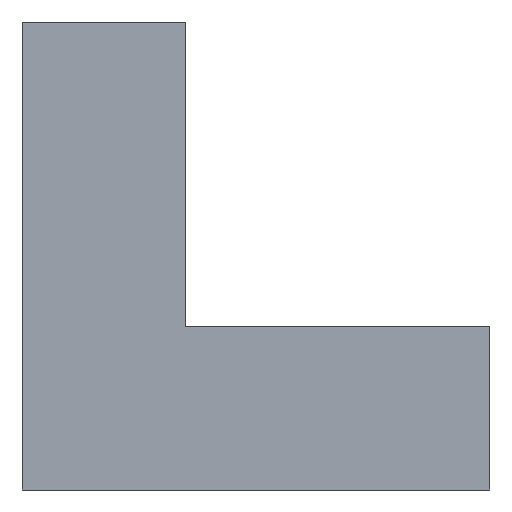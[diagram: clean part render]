
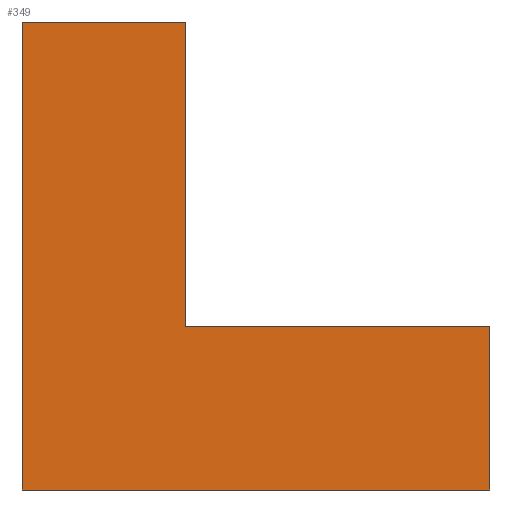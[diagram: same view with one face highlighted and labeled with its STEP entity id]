
A CAD part, front view. The second image highlights one B-rep face of the part: STEP entity #349.
In plain terms, the highlighted planar face has unit normal (0, -1, 0).
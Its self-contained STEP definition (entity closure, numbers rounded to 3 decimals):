
#349=ADVANCED_FACE('',(#849),#850,.T.);
#399=EDGE_CURVE('',#411,#511,#909,.T.);
#411=VERTEX_POINT('',#921);
#413=EDGE_CURVE('',#435,#411,#923,.T.);
#425=EDGE_CURVE('',#459,#435,#936,.T.);
#435=VERTEX_POINT('',#948);
#453=EDGE_CURVE('',#587,#459,#967,.T.);
#459=VERTEX_POINT('',#973);
#499=EDGE_CURVE('',#511,#623,#1014,.T.);
#511=VERTEX_POINT('',#1027);
#583=EDGE_CURVE('',#623,#587,#1104,.T.);
#587=VERTEX_POINT('',#1108);
#623=VERTEX_POINT('',#1147);
#849=FACE_OUTER_BOUND('',#1428,.T.);
#850=PLANE('',#1429);
#909=LINE('',#1504,#1505);
#921=CARTESIAN_POINT('',(63.0,-20.0,22.0));
#923=LINE('',#1524,#1525);
#936=LINE('',#1542,#1543);
#948=CARTESIAN_POINT('',(22.0,-20.0,22.0));
#967=LINE('',#1585,#1586);
#973=CARTESIAN_POINT('',(22.0,-20.0,63.0));
#1014=LINE('',#1652,#1653);
#1027=CARTESIAN_POINT('',(63.0,-20.0,0.));
#1104=LINE('',#1778,#1779);
#1108=CARTESIAN_POINT('',(0.,-20.0,63.0));
#1147=CARTESIAN_POINT('',(0.,-20.0,0.));
#1428=EDGE_LOOP('',(#2126,#2127,#2128,#2129,#2130,#2131));
#1429=AXIS2_PLACEMENT_3D('',#2132,#2133,#2134);
#1504=CARTESIAN_POINT('',(63.0,-20.0,0.));
#1505=VECTOR('',#2222,1.0);
#1524=CARTESIAN_POINT('',(63.0,-20.0,22.0));
#1525=VECTOR('',#2225,1.0);
#1542=CARTESIAN_POINT('',(22.0,-20.0,22.0));
#1543=VECTOR('',#2238,1.0);
#1585=CARTESIAN_POINT('',(22.0,-20.0,63.0));
#1586=VECTOR('',#2270,1.0);
#1652=CARTESIAN_POINT('',(0.,-20.0,0.));
#1653=VECTOR('',#2293,1.0);
#1778=CARTESIAN_POINT('',(0.,-20.0,63.0));
#1779=VECTOR('',#2382,1.0);
#2126=ORIENTED_EDGE('',*,*,#499,.F.);
#2127=ORIENTED_EDGE('',*,*,#399,.F.);
#2128=ORIENTED_EDGE('',*,*,#413,.F.);
#2129=ORIENTED_EDGE('',*,*,#425,.F.);
#2130=ORIENTED_EDGE('',*,*,#453,.F.);
#2131=ORIENTED_EDGE('',*,*,#583,.F.);
#2132=CARTESIAN_POINT('',(24.829,-20.0,24.829));
#2133=DIRECTION('',(0.0,-1.0,0.));
#2134=DIRECTION('',(1.0,0.0,0.0));
#2222=DIRECTION('',(0.0,0.,-1.0));
#2225=DIRECTION('',(1.0,0.0,0.0));
#2238=DIRECTION('',(0.0,0.,-1.0));
#2270=DIRECTION('',(1.0,0.0,0.0));
#2293=DIRECTION('',(-1.0,0.0,0.0));
#2382=DIRECTION('',(0.0,0.,1.0));
